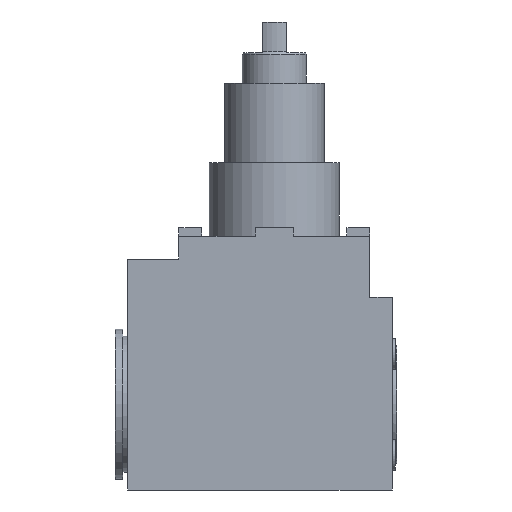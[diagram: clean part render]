
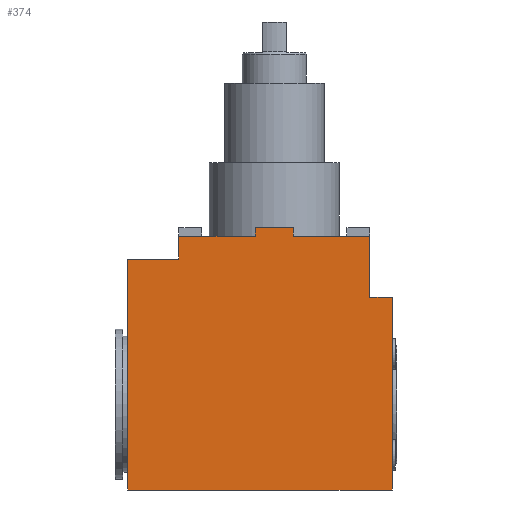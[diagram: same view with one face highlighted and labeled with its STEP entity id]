
A CAD part, front view. The second image highlights one B-rep face of the part: STEP entity #374.
In plain terms, the highlighted planar face has unit normal (0, -1, 0).
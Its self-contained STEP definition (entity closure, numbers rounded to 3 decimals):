
#55=LINE('',#1924,#151);
#67=LINE('',#1948,#163);
#79=LINE('',#1972,#175);
#81=LINE('',#1976,#177);
#104=LINE('',#2107,#200);
#107=LINE('',#2113,#203);
#108=LINE('',#2115,#204);
#109=LINE('',#2117,#205);
#110=LINE('',#2118,#206);
#111=LINE('',#2119,#207);
#112=LINE('',#2121,#208);
#113=LINE('',#2123,#209);
#151=VECTOR('',#1402,1.);
#163=VECTOR('',#1420,1.);
#175=VECTOR('',#1442,1.);
#177=VECTOR('',#1446,1.);
#200=VECTOR('',#1595,1.);
#203=VECTOR('',#1600,1.);
#204=VECTOR('',#1603,1.);
#205=VECTOR('',#1604,1.);
#206=VECTOR('',#1605,1.);
#207=VECTOR('',#1606,1.);
#208=VECTOR('',#1607,1.);
#209=VECTOR('',#1608,1.);
#265=PLANE('',#1305);
#310=FACE_OUTER_BOUND('',#530,.T.);
#374=ADVANCED_FACE('',(#310),#265,.T.);
#530=EDGE_LOOP('',(#753,#754,#755,#756,#757,#758,#759,#760,#761,#762,#763,
#764));
#753=ORIENTED_EDGE('',*,*,#1110,.T.);
#754=ORIENTED_EDGE('',*,*,#1033,.F.);
#755=ORIENTED_EDGE('',*,*,#1047,.F.);
#756=ORIENTED_EDGE('',*,*,#1045,.T.);
#757=ORIENTED_EDGE('',*,*,#1111,.T.);
#758=ORIENTED_EDGE('',*,*,#1021,.T.);
#759=ORIENTED_EDGE('',*,*,#1112,.T.);
#760=ORIENTED_EDGE('',*,*,#1106,.T.);
#761=ORIENTED_EDGE('',*,*,#1109,.T.);
#762=ORIENTED_EDGE('',*,*,#1113,.T.);
#763=ORIENTED_EDGE('',*,*,#1114,.T.);
#764=ORIENTED_EDGE('',*,*,#1115,.T.);
#904=VERTEX_POINT('',#1923);
#905=VERTEX_POINT('',#1925);
#910=VERTEX_POINT('',#1942);
#913=VERTEX_POINT('',#1947);
#920=VERTEX_POINT('',#1971);
#921=VERTEX_POINT('',#1973);
#966=VERTEX_POINT('',#2106);
#967=VERTEX_POINT('',#2108);
#968=VERTEX_POINT('',#2112);
#969=VERTEX_POINT('',#2116);
#970=VERTEX_POINT('',#2120);
#971=VERTEX_POINT('',#2122);
#1021=EDGE_CURVE('',#905,#904,#55,.T.);
#1033=EDGE_CURVE('',#913,#910,#67,.T.);
#1045=EDGE_CURVE('',#921,#920,#79,.T.);
#1047=EDGE_CURVE('',#921,#913,#81,.T.);
#1106=EDGE_CURVE('',#967,#966,#104,.T.);
#1109=EDGE_CURVE('',#966,#968,#107,.T.);
#1110=EDGE_CURVE('',#969,#910,#108,.T.);
#1111=EDGE_CURVE('',#920,#905,#109,.T.);
#1112=EDGE_CURVE('',#904,#967,#110,.T.);
#1113=EDGE_CURVE('',#968,#970,#111,.T.);
#1114=EDGE_CURVE('',#970,#971,#112,.T.);
#1115=EDGE_CURVE('',#971,#969,#113,.T.);
#1305=AXIS2_PLACEMENT_3D('',#2124,#1609,#1610);
#1402=DIRECTION('',(0.,0.,-1.));
#1420=DIRECTION('',(0.,0.,-1.));
#1442=DIRECTION('',(0.,0.,-1.));
#1446=DIRECTION('',(1.,0.,0.));
#1595=DIRECTION('',(0.,0.,-1.));
#1600=DIRECTION('',(1.,0.,0.));
#1603=DIRECTION('',(-1.,0.,0.));
#1604=DIRECTION('',(-1.,0.,0.));
#1605=DIRECTION('',(-1.,0.,0.));
#1606=DIRECTION('',(0.,0.,1.));
#1607=DIRECTION('',(-1.,0.,0.));
#1608=DIRECTION('',(0.,0.,1.));
#1609=DIRECTION('',(0.,-1.,0.));
#1610=DIRECTION('',(0.,0.,-1.));
#1923=CARTESIAN_POINT('',(-62.5,-62.5,-15.));
#1924=CARTESIAN_POINT('',(-62.5,-62.5,0.));
#1925=CARTESIAN_POINT('',(-62.5,-62.5,0.));
#1942=CARTESIAN_POINT('',(12.502,-62.5,0.));
#1947=CARTESIAN_POINT('',(12.502,-62.5,5.5));
#1948=CARTESIAN_POINT('',(12.502,-62.5,5.5));
#1971=CARTESIAN_POINT('',(-12.498,-62.5,0.));
#1972=CARTESIAN_POINT('',(-12.498,-62.5,5.5));
#1973=CARTESIAN_POINT('',(-12.498,-62.5,5.5));
#1976=CARTESIAN_POINT('',(-12.498,-62.5,5.5));
#2106=CARTESIAN_POINT('',(-96.,-62.5,-166.));
#2107=CARTESIAN_POINT('',(-96.,-62.5,-15.));
#2108=CARTESIAN_POINT('',(-96.,-62.5,-15.));
#2112=CARTESIAN_POINT('',(77.,-62.5,-166.));
#2113=CARTESIAN_POINT('',(77.,-62.5,-166.));
#2115=CARTESIAN_POINT('',(-62.5,-62.5,0.));
#2116=CARTESIAN_POINT('',(62.5,-62.5,0.));
#2117=CARTESIAN_POINT('',(-62.5,-62.5,0.));
#2118=CARTESIAN_POINT('',(-96.,-62.5,-15.));
#2119=CARTESIAN_POINT('',(77.,-62.5,-40.));
#2120=CARTESIAN_POINT('',(77.,-62.5,-40.));
#2121=CARTESIAN_POINT('',(62.5,-62.5,-40.));
#2122=CARTESIAN_POINT('',(62.5,-62.5,-40.));
#2123=CARTESIAN_POINT('',(62.5,-62.5,0.));
#2124=CARTESIAN_POINT('',(0.,-62.5,0.));
